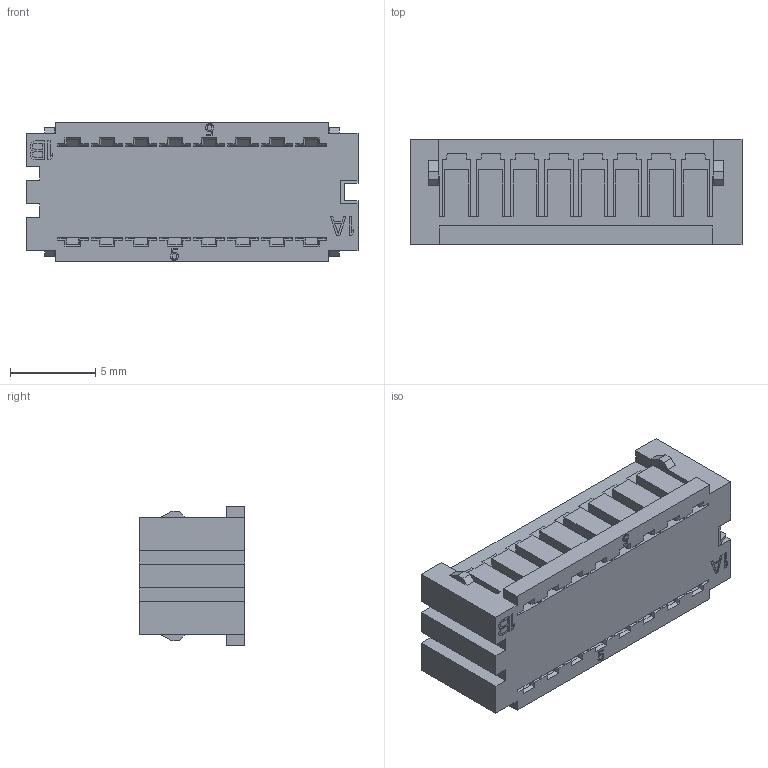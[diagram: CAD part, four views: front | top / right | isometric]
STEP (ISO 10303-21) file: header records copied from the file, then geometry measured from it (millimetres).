
FILE_DESCRIPTION( ('This file contains a STEP AP42 implementation' ,'as created by ZW3D STEP Interface translator.') ,'2;1' );
FILE_NAME( 'WF2015-2H08W01.stp' ,'24 527.111134', (''), ('ZWCAD Software Co.'), 'Version 1.0', 'ZW3D to STEP translator', '' );
FILE_SCHEMA(('AUTOMOTIVE_DESIGN { 1 0 10303 214 1 1 1 1 }'));
Length unit declared in the file: millimetre
Products named in the file (2): 0; WF2015-2H08W01
Bounding box: 19.5 x 6.2 x 8.2 mm (x, y, z)
Volume: 754.3 mm3; surface area: 1027.3 mm2
Topology: 1 solids, 1 shells, 851 faces, 2269 edges, 1438 vertices
Faces by surface type: plane 833, bspline 18
Entity records: 26640 total; most frequent: CARTESIAN_POINT 4769, ORIENTED_EDGE 4538, DIRECTION 3901, EDGE_CURVE 2269, VECTOR 2233, LINE 2233, VERTEX_POINT 1438, EDGE_LOOP 901
